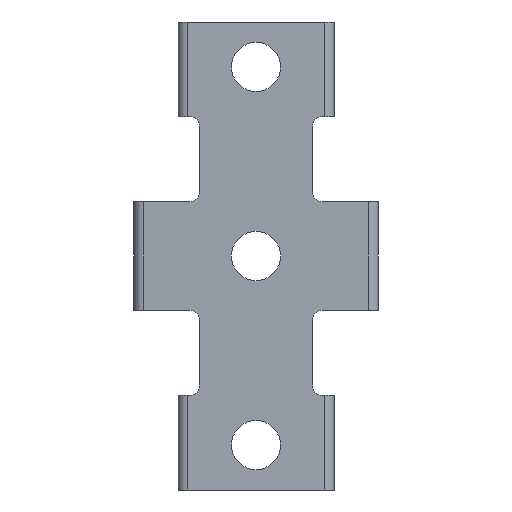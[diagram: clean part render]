
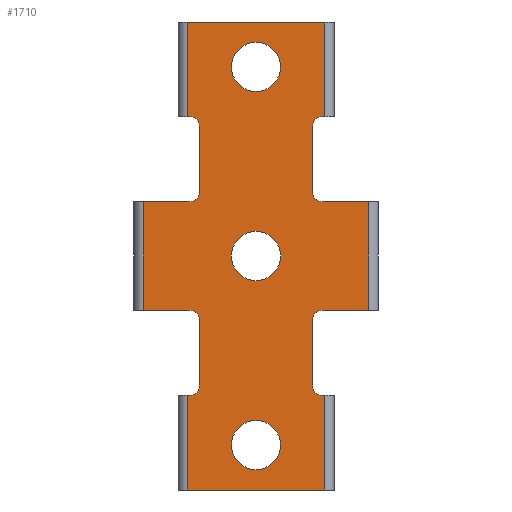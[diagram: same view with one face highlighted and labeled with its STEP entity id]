
A CAD part, front view. The second image highlights one B-rep face of the part: STEP entity #1710.
In plain terms, the highlighted planar face has unit normal (0, -1, 0).
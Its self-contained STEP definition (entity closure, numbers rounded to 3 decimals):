
#1=CARTESIAN_POINT('',(0.,0.,0.));
#2=DIRECTION('',(0.,-1.,0.));
#3=DIRECTION('',(1.,0.,0.));
#4=AXIS2_PLACEMENT_3D('',#1,#2,#3);
#6=CARTESIAN_POINT('',(0.,0.,0.));
#7=DIRECTION('',(0.,-1.,0.));
#8=DIRECTION('',(-1.,0.,0.));
#9=AXIS2_PLACEMENT_3D('',#6,#7,#8);
#11=CARTESIAN_POINT('',(0.,0.,-20.));
#12=DIRECTION('',(0.,-1.,0.));
#13=DIRECTION('',(1.,0.,0.));
#14=AXIS2_PLACEMENT_3D('',#11,#12,#13);
#16=CARTESIAN_POINT('',(0.,0.,-20.));
#17=DIRECTION('',(0.,-1.,0.));
#18=DIRECTION('',(-1.,0.,0.));
#19=AXIS2_PLACEMENT_3D('',#16,#17,#18);
#21=CARTESIAN_POINT('',(0.,0.,20.));
#22=DIRECTION('',(0.,-1.,0.));
#23=DIRECTION('',(1.,0.,0.));
#24=AXIS2_PLACEMENT_3D('',#21,#22,#23);
#26=CARTESIAN_POINT('',(0.,0.,20.));
#27=DIRECTION('',(0.,-1.,0.));
#28=DIRECTION('',(-1.,0.,0.));
#29=AXIS2_PLACEMENT_3D('',#26,#27,#28);
#31=DIRECTION('',(1.,0.,0.));
#32=VECTOR('',#31,4.909);
#33=CARTESIAN_POINT('',(-11.909,0.,5.75));
#34=LINE('',#33,#32);
#35=DIRECTION('',(0.,0.,1.));
#36=VECTOR('',#35,7.);
#37=CARTESIAN_POINT('',(-6.,0.,6.75));
#38=LINE('',#37,#36);
#39=DIRECTION('',(-1.,0.,0.));
#40=VECTOR('',#39,0.25);
#41=CARTESIAN_POINT('',(-7.,0.,14.75));
#42=LINE('',#41,#40);
#43=DIRECTION('',(1.,0.,0.));
#44=VECTOR('',#43,14.5);
#45=CARTESIAN_POINT('',(-7.25,0.,24.75));
#46=LINE('',#45,#44);
#47=DIRECTION('',(-1.,0.,0.));
#48=VECTOR('',#47,0.25);
#49=CARTESIAN_POINT('',(7.25,0.,14.75));
#50=LINE('',#49,#48);
#51=DIRECTION('',(0.,0.,-1.));
#52=VECTOR('',#51,7.);
#53=CARTESIAN_POINT('',(6.,0.,13.75));
#54=LINE('',#53,#52);
#55=DIRECTION('',(1.,0.,0.));
#56=VECTOR('',#55,4.909);
#57=CARTESIAN_POINT('',(7.,0.,5.75));
#58=LINE('',#57,#56);
#59=DIRECTION('',(-1.,0.,0.));
#60=VECTOR('',#59,4.909);
#61=CARTESIAN_POINT('',(11.909,0.,-5.75));
#62=LINE('',#61,#60);
#63=DIRECTION('',(0.,0.,-1.));
#64=VECTOR('',#63,7.);
#65=CARTESIAN_POINT('',(6.,0.,-6.75));
#66=LINE('',#65,#64);
#67=DIRECTION('',(1.,0.,0.));
#68=VECTOR('',#67,0.25);
#69=CARTESIAN_POINT('',(7.,0.,-14.75));
#70=LINE('',#69,#68);
#71=DIRECTION('',(-1.,0.,0.));
#72=VECTOR('',#71,14.5);
#73=CARTESIAN_POINT('',(7.25,0.,-24.75));
#74=LINE('',#73,#72);
#75=DIRECTION('',(1.,0.,0.));
#76=VECTOR('',#75,0.25);
#77=CARTESIAN_POINT('',(-7.25,0.,-14.75));
#78=LINE('',#77,#76);
#79=DIRECTION('',(0.,0.,1.));
#80=VECTOR('',#79,7.);
#81=CARTESIAN_POINT('',(-6.,0.,-13.75));
#82=LINE('',#81,#80);
#83=DIRECTION('',(-1.,0.,0.));
#84=VECTOR('',#83,4.909);
#85=CARTESIAN_POINT('',(-7.,0.,-5.75));
#86=LINE('',#85,#84);
#210=CARTESIAN_POINT('',(-7.,0.,13.75));
#211=DIRECTION('',(0.,1.,0.));
#212=DIRECTION('',(0.,0.,1.));
#213=AXIS2_PLACEMENT_3D('',#210,#211,#212);
#233=DIRECTION('',(0.,0.,-1.));
#234=VECTOR('',#233,10.);
#235=CARTESIAN_POINT('',(-7.25,0.,24.75));
#236=LINE('',#235,#234);
#345=DIRECTION('',(0.,0.,-1.));
#346=VECTOR('',#345,10.);
#347=CARTESIAN_POINT('',(7.25,0.,24.75));
#348=LINE('',#347,#346);
#447=CARTESIAN_POINT('',(7.,0.,13.75));
#448=DIRECTION('',(0.,1.,0.));
#449=DIRECTION('',(-1.,0.,0.));
#450=AXIS2_PLACEMENT_3D('',#447,#448,#449);
#465=CARTESIAN_POINT('',(7.,0.,6.75));
#466=DIRECTION('',(0.,1.,0.));
#467=DIRECTION('',(0.,0.,-1.));
#468=AXIS2_PLACEMENT_3D('',#465,#466,#467);
#493=DIRECTION('',(0.,0.,1.));
#494=VECTOR('',#493,11.5);
#495=CARTESIAN_POINT('',(11.909,0.,-5.75));
#496=LINE('',#495,#494);
#731=CARTESIAN_POINT('',(7.,0.,-6.75));
#732=DIRECTION('',(0.,1.,0.));
#733=DIRECTION('',(-1.,0.,0.));
#734=AXIS2_PLACEMENT_3D('',#731,#732,#733);
#754=CARTESIAN_POINT('',(7.,0.,-13.75));
#755=DIRECTION('',(0.,1.,0.));
#756=DIRECTION('',(0.,0.,-1.));
#757=AXIS2_PLACEMENT_3D('',#754,#755,#756);
#777=DIRECTION('',(0.,0.,-1.));
#778=VECTOR('',#777,10.);
#779=CARTESIAN_POINT('',(7.25,0.,-14.75));
#780=LINE('',#779,#778);
#889=DIRECTION('',(0.,0.,-1.));
#890=VECTOR('',#889,10.);
#891=CARTESIAN_POINT('',(-7.25,0.,-14.75));
#892=LINE('',#891,#890);
#991=CARTESIAN_POINT('',(-7.,0.,-13.75));
#992=DIRECTION('',(0.,1.,0.));
#993=DIRECTION('',(1.,0.,0.));
#994=AXIS2_PLACEMENT_3D('',#991,#992,#993);
#1009=CARTESIAN_POINT('',(-7.,0.,-6.75));
#1010=DIRECTION('',(0.,1.,0.));
#1011=DIRECTION('',(0.,0.,1.));
#1012=AXIS2_PLACEMENT_3D('',#1009,#1010,#1011);
#1037=DIRECTION('',(0.,0.,1.));
#1038=VECTOR('',#1037,11.5);
#1039=CARTESIAN_POINT('',(-11.909,0.,-5.75));
#1040=LINE('',#1039,#1038);
#1275=CARTESIAN_POINT('',(-7.,0.,6.75));
#1276=DIRECTION('',(0.,1.,0.));
#1277=DIRECTION('',(1.,0.,0.));
#1278=AXIS2_PLACEMENT_3D('',#1275,#1276,#1277);
#1285=CARTESIAN_POINT('',(-11.909,0.,-5.75));
#1287=VERTEX_POINT('',#1285);
#1291=CARTESIAN_POINT('',(-11.909,0.,5.75));
#1293=VERTEX_POINT('',#1291);
#1309=CARTESIAN_POINT('',(11.909,0.,-5.75));
#1311=VERTEX_POINT('',#1309);
#1315=CARTESIAN_POINT('',(11.909,0.,5.75));
#1317=VERTEX_POINT('',#1315);
#1333=CARTESIAN_POINT('',(2.6,0.,0.));
#1334=CARTESIAN_POINT('',(-2.6,0.,0.));
#1335=VERTEX_POINT('',#1333);
#1336=VERTEX_POINT('',#1334);
#1337=CARTESIAN_POINT('',(2.6,0.,-20.));
#1338=CARTESIAN_POINT('',(-2.6,0.,-20.));
#1339=VERTEX_POINT('',#1337);
#1340=VERTEX_POINT('',#1338);
#1341=CARTESIAN_POINT('',(2.6,0.,20.));
#1342=CARTESIAN_POINT('',(-2.6,0.,20.));
#1343=VERTEX_POINT('',#1341);
#1344=VERTEX_POINT('',#1342);
#1405=CARTESIAN_POINT('',(7.25,0.,-24.75));
#1406=CARTESIAN_POINT('',(-7.25,0.,-24.75));
#1407=VERTEX_POINT('',#1405);
#1408=VERTEX_POINT('',#1406);
#1413=CARTESIAN_POINT('',(-7.25,0.,24.75));
#1414=CARTESIAN_POINT('',(7.25,0.,24.75));
#1415=VERTEX_POINT('',#1413);
#1416=VERTEX_POINT('',#1414);
#1453=CARTESIAN_POINT('',(-6.,0.,13.75));
#1455=VERTEX_POINT('',#1453);
#1457=CARTESIAN_POINT('',(-6.,0.,6.75));
#1459=VERTEX_POINT('',#1457);
#1461=CARTESIAN_POINT('',(-7.,0.,5.75));
#1463=VERTEX_POINT('',#1461);
#1465=CARTESIAN_POINT('',(-7.,0.,-5.75));
#1467=VERTEX_POINT('',#1465);
#1469=CARTESIAN_POINT('',(-6.,0.,-6.75));
#1471=VERTEX_POINT('',#1469);
#1473=CARTESIAN_POINT('',(-6.,0.,-13.75));
#1475=VERTEX_POINT('',#1473);
#1477=CARTESIAN_POINT('',(6.,0.,-6.75));
#1479=VERTEX_POINT('',#1477);
#1481=CARTESIAN_POINT('',(7.,0.,-5.75));
#1483=VERTEX_POINT('',#1481);
#1485=CARTESIAN_POINT('',(6.,0.,-13.75));
#1487=VERTEX_POINT('',#1485);
#1489=CARTESIAN_POINT('',(7.,0.,5.75));
#1491=VERTEX_POINT('',#1489);
#1493=CARTESIAN_POINT('',(6.,0.,6.75));
#1495=VERTEX_POINT('',#1493);
#1497=CARTESIAN_POINT('',(6.,0.,13.75));
#1499=VERTEX_POINT('',#1497);
#1501=CARTESIAN_POINT('',(-7.,0.,14.75));
#1502=VERTEX_POINT('',#1501);
#1505=CARTESIAN_POINT('',(-7.,0.,-14.75));
#1506=VERTEX_POINT('',#1505);
#1509=CARTESIAN_POINT('',(7.,0.,-14.75));
#1510=VERTEX_POINT('',#1509);
#1513=CARTESIAN_POINT('',(7.,0.,14.75));
#1514=VERTEX_POINT('',#1513);
#1517=CARTESIAN_POINT('',(7.25,0.,-14.75));
#1519=VERTEX_POINT('',#1517);
#1529=CARTESIAN_POINT('',(-7.25,0.,-14.75));
#1531=VERTEX_POINT('',#1529);
#1543=CARTESIAN_POINT('',(7.25,0.,14.75));
#1545=VERTEX_POINT('',#1543);
#1555=CARTESIAN_POINT('',(-7.25,0.,14.75));
#1557=VERTEX_POINT('',#1555);
#1629=CARTESIAN_POINT('',(0.,0.,0.));
#1630=DIRECTION('',(0.,1.,0.));
#1631=DIRECTION('',(1.,0.,0.));
#1632=AXIS2_PLACEMENT_3D('',#1629,#1630,#1631);
#1633=PLANE('',#1632);
#1635=ORIENTED_EDGE('',*,*,#1634,.T.);
#1637=ORIENTED_EDGE('',*,*,#1636,.F.);
#1639=ORIENTED_EDGE('',*,*,#1638,.T.);
#1641=ORIENTED_EDGE('',*,*,#1640,.F.);
#1643=ORIENTED_EDGE('',*,*,#1642,.T.);
#1645=ORIENTED_EDGE('',*,*,#1644,.F.);
#1647=ORIENTED_EDGE('',*,*,#1646,.T.);
#1649=ORIENTED_EDGE('',*,*,#1648,.T.);
#1651=ORIENTED_EDGE('',*,*,#1650,.T.);
#1653=ORIENTED_EDGE('',*,*,#1652,.F.);
#1655=ORIENTED_EDGE('',*,*,#1654,.T.);
#1657=ORIENTED_EDGE('',*,*,#1656,.F.);
#1659=ORIENTED_EDGE('',*,*,#1658,.T.);
#1661=ORIENTED_EDGE('',*,*,#1660,.F.);
#1663=ORIENTED_EDGE('',*,*,#1662,.T.);
#1665=ORIENTED_EDGE('',*,*,#1664,.F.);
#1667=ORIENTED_EDGE('',*,*,#1666,.T.);
#1669=ORIENTED_EDGE('',*,*,#1668,.F.);
#1671=ORIENTED_EDGE('',*,*,#1670,.T.);
#1673=ORIENTED_EDGE('',*,*,#1672,.T.);
#1675=ORIENTED_EDGE('',*,*,#1674,.T.);
#1677=ORIENTED_EDGE('',*,*,#1676,.F.);
#1679=ORIENTED_EDGE('',*,*,#1678,.T.);
#1681=ORIENTED_EDGE('',*,*,#1680,.F.);
#1683=ORIENTED_EDGE('',*,*,#1682,.T.);
#1685=ORIENTED_EDGE('',*,*,#1684,.F.);
#1687=ORIENTED_EDGE('',*,*,#1686,.T.);
#1689=ORIENTED_EDGE('',*,*,#1688,.T.);
#1690=EDGE_LOOP('',(#1635,#1637,#1639,#1641,#1643,#1645,#1647,#1649,#1651,#1653,
#1655,#1657,#1659,#1661,#1663,#1665,#1667,#1669,#1671,#1673,#1675,#1677,#1679,
#1681,#1683,#1685,#1687,#1689));
#1691=FACE_OUTER_BOUND('',#1690,.F.);
#1693=ORIENTED_EDGE('',*,*,#1692,.T.);
#1695=ORIENTED_EDGE('',*,*,#1694,.T.);
#1696=EDGE_LOOP('',(#1693,#1695));
#1697=FACE_BOUND('',#1696,.F.);
#1699=ORIENTED_EDGE('',*,*,#1698,.T.);
#1701=ORIENTED_EDGE('',*,*,#1700,.T.);
#1702=EDGE_LOOP('',(#1699,#1701));
#1703=FACE_BOUND('',#1702,.F.);
#1705=ORIENTED_EDGE('',*,*,#1704,.T.);
#1707=ORIENTED_EDGE('',*,*,#1706,.T.);
#1708=EDGE_LOOP('',(#1705,#1707));
#1709=FACE_BOUND('',#1708,.F.);
#1710=ADVANCED_FACE('',(#1691,#1697,#1703,#1709),#1633,.F.);
#5=CIRCLE('',#4,2.6);
#10=CIRCLE('',#9,2.6);
#15=CIRCLE('',#14,2.6);
#20=CIRCLE('',#19,2.6);
#25=CIRCLE('',#24,2.6);
#30=CIRCLE('',#29,2.6);
#214=CIRCLE('',#213,1.);
#451=CIRCLE('',#450,1.);
#469=CIRCLE('',#468,1.);
#735=CIRCLE('',#734,1.);
#758=CIRCLE('',#757,1.);
#995=CIRCLE('',#994,1.);
#1013=CIRCLE('',#1012,1.);
#1279=CIRCLE('',#1278,1.);
#1634=EDGE_CURVE('',#1293,#1463,#34,.T.);
#1636=EDGE_CURVE('',#1459,#1463,#1279,.T.);
#1638=EDGE_CURVE('',#1459,#1455,#38,.T.);
#1640=EDGE_CURVE('',#1502,#1455,#214,.T.);
#1642=EDGE_CURVE('',#1502,#1557,#42,.T.);
#1644=EDGE_CURVE('',#1415,#1557,#236,.T.);
#1646=EDGE_CURVE('',#1415,#1416,#46,.T.);
#1648=EDGE_CURVE('',#1416,#1545,#348,.T.);
#1650=EDGE_CURVE('',#1545,#1514,#50,.T.);
#1652=EDGE_CURVE('',#1499,#1514,#451,.T.);
#1654=EDGE_CURVE('',#1499,#1495,#54,.T.);
#1656=EDGE_CURVE('',#1491,#1495,#469,.T.);
#1658=EDGE_CURVE('',#1491,#1317,#58,.T.);
#1660=EDGE_CURVE('',#1311,#1317,#496,.T.);
#1662=EDGE_CURVE('',#1311,#1483,#62,.T.);
#1664=EDGE_CURVE('',#1479,#1483,#735,.T.);
#1666=EDGE_CURVE('',#1479,#1487,#66,.T.);
#1668=EDGE_CURVE('',#1510,#1487,#758,.T.);
#1670=EDGE_CURVE('',#1510,#1519,#70,.T.);
#1672=EDGE_CURVE('',#1519,#1407,#780,.T.);
#1674=EDGE_CURVE('',#1407,#1408,#74,.T.);
#1676=EDGE_CURVE('',#1531,#1408,#892,.T.);
#1678=EDGE_CURVE('',#1531,#1506,#78,.T.);
#1680=EDGE_CURVE('',#1475,#1506,#995,.T.);
#1682=EDGE_CURVE('',#1475,#1471,#82,.T.);
#1684=EDGE_CURVE('',#1467,#1471,#1013,.T.);
#1686=EDGE_CURVE('',#1467,#1287,#86,.T.);
#1688=EDGE_CURVE('',#1287,#1293,#1040,.T.);
#1692=EDGE_CURVE('',#1339,#1340,#15,.T.);
#1694=EDGE_CURVE('',#1340,#1339,#20,.T.);
#1698=EDGE_CURVE('',#1343,#1344,#25,.T.);
#1700=EDGE_CURVE('',#1344,#1343,#30,.T.);
#1704=EDGE_CURVE('',#1335,#1336,#5,.T.);
#1706=EDGE_CURVE('',#1336,#1335,#10,.T.);
